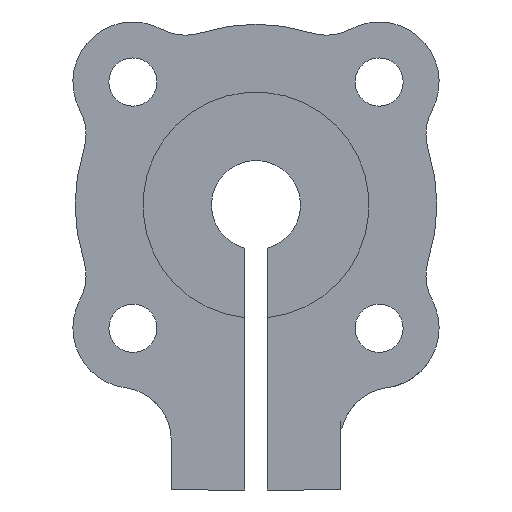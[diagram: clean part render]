
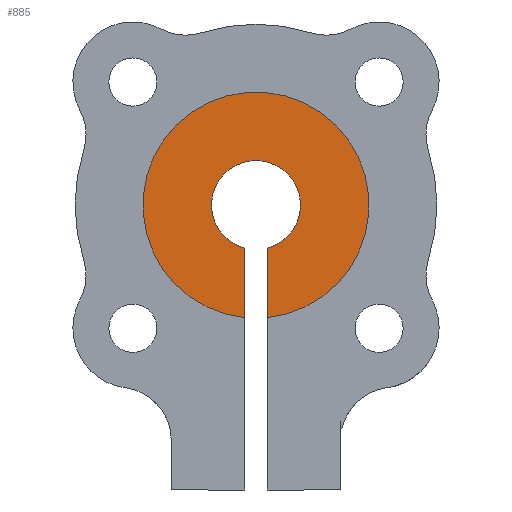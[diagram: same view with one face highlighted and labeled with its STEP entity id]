
A CAD part, front view. The second image highlights one B-rep face of the part: STEP entity #885.
In plain terms, the highlighted planar face has unit normal (0, -1, 0).
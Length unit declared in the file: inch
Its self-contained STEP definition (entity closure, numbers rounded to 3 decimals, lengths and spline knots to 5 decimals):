
#37 = CARTESIAN_POINT ( 'NONE',  ( -0.025, 0., -0.0952 ) ) ;
#73 = VERTEX_POINT ( 'NONE', #1085 ) ;
#158 = DIRECTION ( 'NONE',  ( 0., 0., 1. ) ) ;
#159 = DIRECTION ( 'NONE',  ( 0., 1., 0. ) ) ;
#176 = AXIS2_PLACEMENT_3D ( 'NONE', #831, #829, #817 ) ;
#179 = PLANE ( 'NONE',  #1044 ) ;
#184 = CARTESIAN_POINT ( 'NONE',  ( 0., 0., 0. ) ) ;
#196 = LINE ( 'NONE', #492, #1558 ) ;
#274 = LINE ( 'NONE', #636, #946 ) ;
#297 = CARTESIAN_POINT ( 'NONE',  ( 0.025, 0., -0.24875 ) ) ;
#334 = EDGE_LOOP ( 'NONE', ( #434, #1144, #1237, #1459 ) ) ;
#366 = CIRCLE ( 'NONE', #176, 0.25 ) ;
#434 = ORIENTED_EDGE ( 'NONE', *, *, #641, .T. ) ;
#492 = CARTESIAN_POINT ( 'NONE',  ( 0.025, 0., -0.39922 ) ) ;
#504 = DIRECTION ( 'NONE',  ( 0., 0., -1. ) ) ;
#535 = AXIS2_PLACEMENT_3D ( 'NONE', #561, #560, #558 ) ;
#558 = DIRECTION ( 'NONE',  ( 0., 0., -1. ) ) ;
#560 = DIRECTION ( 'NONE',  ( 0., -1., 0. ) ) ;
#561 = CARTESIAN_POINT ( 'NONE',  ( 0., 0., 0. ) ) ;
#571 = EDGE_CURVE ( 'NONE', #73, #864, #366, .T. ) ;
#600 = CARTESIAN_POINT ( 'NONE',  ( 0.025, 0., -0.0952 ) ) ;
#622 = FACE_OUTER_BOUND ( 'NONE', #334, .T. ) ;
#636 = CARTESIAN_POINT ( 'NONE',  ( -0.025, 0., -0.39922 ) ) ;
#640 = DIRECTION ( 'NONE',  ( 0., 0., 1. ) ) ;
#641 = EDGE_CURVE ( 'NONE', #73, #955, #274, .T. ) ;
#666 = EDGE_CURVE ( 'NONE', #1126, #955, #1230, .T. ) ;
#731 = EDGE_CURVE ( 'NONE', #1126, #864, #196, .T. ) ;
#817 = DIRECTION ( 'NONE',  ( 0., 0., 1. ) ) ;
#829 = DIRECTION ( 'NONE',  ( 0., 1., 0. ) ) ;
#831 = CARTESIAN_POINT ( 'NONE',  ( 0., 0., 0. ) ) ;
#864 = VERTEX_POINT ( 'NONE', #297 ) ;
#885 = ADVANCED_FACE ( 'NONE', ( #622 ), #179, .F. ) ;
#946 = VECTOR ( 'NONE', #640, 39.37008 ) ;
#955 = VERTEX_POINT ( 'NONE', #37 ) ;
#1044 = AXIS2_PLACEMENT_3D ( 'NONE', #184, #159, #158 ) ;
#1085 = CARTESIAN_POINT ( 'NONE',  ( -0.025, 0., -0.24875 ) ) ;
#1126 = VERTEX_POINT ( 'NONE', #600 ) ;
#1144 = ORIENTED_EDGE ( 'NONE', *, *, #666, .F. ) ;
#1230 = CIRCLE ( 'NONE', #535, 0.09843 ) ;
#1237 = ORIENTED_EDGE ( 'NONE', *, *, #731, .T. ) ;
#1459 = ORIENTED_EDGE ( 'NONE', *, *, #571, .F. ) ;
#1558 = VECTOR ( 'NONE', #504, 39.37008 ) ;
